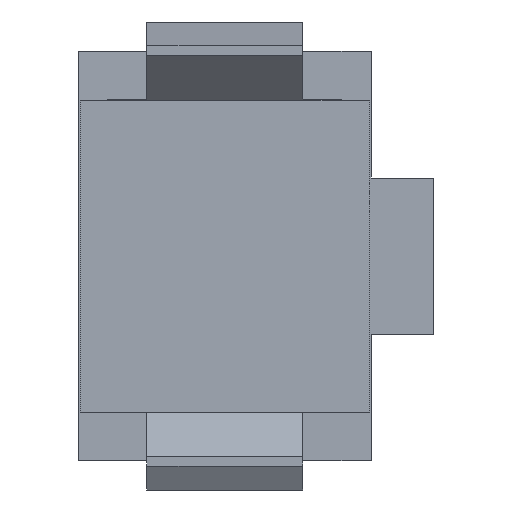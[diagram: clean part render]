
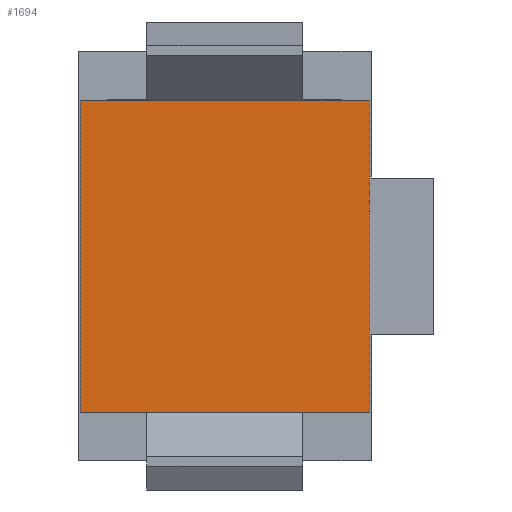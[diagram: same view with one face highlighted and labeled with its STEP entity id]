
A CAD part, left-side view. The second image highlights one B-rep face of the part: STEP entity #1694.
In plain terms, the highlighted planar face has unit normal (-1, 0, 0).
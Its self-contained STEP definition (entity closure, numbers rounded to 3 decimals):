
#71 = FACE_OUTER_BOUND ( 'NONE', #1919, .T. ) ;
#167 = DIRECTION ( 'NONE',  ( 0., 0., 1. ) ) ;
#267 = LINE ( 'NONE', #2016, #586 ) ;
#282 = EDGE_CURVE ( 'NONE', #1290, #418, #1607, .T. ) ;
#287 = CARTESIAN_POINT ( 'NONE',  ( -571.7, -2.45, 4. ) ) ;
#291 = CARTESIAN_POINT ( 'NONE',  ( -571.7, 4.95, 4. ) ) ;
#292 = LINE ( 'NONE', #291, #957 ) ;
#418 = VERTEX_POINT ( 'NONE', #287 ) ;
#435 = CARTESIAN_POINT ( 'NONE',  ( -571.7, 4.95, -4. ) ) ;
#460 = PLANE ( 'NONE',  #1286 ) ;
#541 = CARTESIAN_POINT ( 'NONE',  ( -571.7, -2.45, -4. ) ) ;
#586 = VECTOR ( 'NONE', #922, 1000. ) ;
#662 = ORIENTED_EDGE ( 'NONE', *, *, #282, .T. ) ;
#708 = VERTEX_POINT ( 'NONE', #1182 ) ;
#812 = ORIENTED_EDGE ( 'NONE', *, *, #1602, .T. ) ;
#922 = DIRECTION ( 'NONE',  ( 0., -1., 0. ) ) ;
#940 = CARTESIAN_POINT ( 'NONE',  ( -571.7, 0., 0. ) ) ;
#955 = LINE ( 'NONE', #1605, #1693 ) ;
#957 = VECTOR ( 'NONE', #2026, 1000. ) ;
#965 = DIRECTION ( 'NONE',  ( 0., 0., -1. ) ) ;
#966 = VECTOR ( 'NONE', #1405, 1000. ) ;
#1107 = ORIENTED_EDGE ( 'NONE', *, *, #1858, .T. ) ;
#1182 = CARTESIAN_POINT ( 'NONE',  ( -571.7, 4.95, 4. ) ) ;
#1256 = DIRECTION ( 'NONE',  ( -1., 0., 0. ) ) ;
#1259 = VERTEX_POINT ( 'NONE', #435 ) ;
#1286 = AXIS2_PLACEMENT_3D ( 'NONE', #940, #1256, #167 ) ;
#1290 = VERTEX_POINT ( 'NONE', #541 ) ;
#1337 = ORIENTED_EDGE ( 'NONE', *, *, #1663, .T. ) ;
#1405 = DIRECTION ( 'NONE',  ( 0., 0., 1. ) ) ;
#1410 = CARTESIAN_POINT ( 'NONE',  ( -571.7, -2.45, -4. ) ) ;
#1602 = EDGE_CURVE ( 'NONE', #418, #708, #292, .T. ) ;
#1605 = CARTESIAN_POINT ( 'NONE',  ( -571.7, 4.95, -4. ) ) ;
#1607 = LINE ( 'NONE', #1410, #966 ) ;
#1663 = EDGE_CURVE ( 'NONE', #1259, #1290, #267, .T. ) ;
#1693 = VECTOR ( 'NONE', #965, 1000. ) ;
#1694 = ADVANCED_FACE ( 'NONE', ( #71 ), #460, .T. ) ;
#1858 = EDGE_CURVE ( 'NONE', #708, #1259, #955, .T. ) ;
#1919 = EDGE_LOOP ( 'NONE', ( #812, #1107, #1337, #662 ) ) ;
#2016 = CARTESIAN_POINT ( 'NONE',  ( -571.7, 4.95, -4. ) ) ;
#2026 = DIRECTION ( 'NONE',  ( 0., 1., 0. ) ) ;
